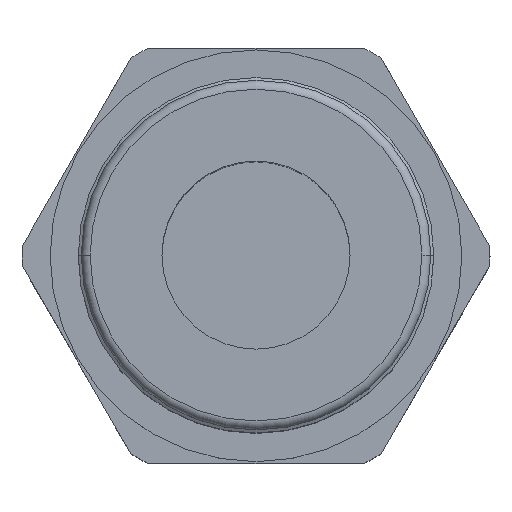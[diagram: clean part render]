
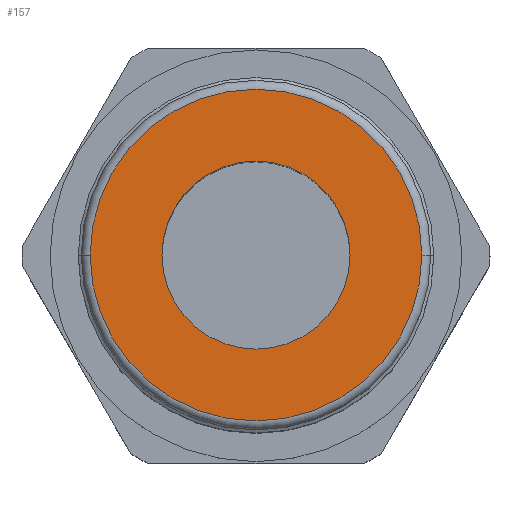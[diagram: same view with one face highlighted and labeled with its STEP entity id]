
A CAD part, top view. The second image highlights one B-rep face of the part: STEP entity #157.
In plain terms, the highlighted planar face has unit normal (0, 0, 1).
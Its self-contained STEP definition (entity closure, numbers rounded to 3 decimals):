
#64=FACE_BOUND('',#872,.T.);
#104=CIRCLE('',#1127,5.6);
#105=CIRCLE('',#1128,5.6);
#106=CIRCLE('',#1129,3.175);
#107=CIRCLE('',#1130,3.175);
#157=ADVANCED_FACE('JKC1''4-N2_U_',(#217,#64),#927,.T.);
#217=FACE_OUTER_BOUND('',#871,.T.);
#448=ORIENTED_EDGE('',*,*,#688,.T.);
#449=ORIENTED_EDGE('',*,*,#689,.T.);
#450=ORIENTED_EDGE('',*,*,#690,.F.);
#451=ORIENTED_EDGE('',*,*,#691,.F.);
#688=EDGE_CURVE('118',#814,#815,#104,.T.);
#689=EDGE_CURVE('119',#815,#814,#105,.T.);
#690=EDGE_CURVE('101',#816,#817,#106,.T.);
#691=EDGE_CURVE('100',#817,#816,#107,.T.);
#814=VERTEX_POINT('42',#1016);
#815=VERTEX_POINT('80',#1017);
#816=VERTEX_POINT('76',#1019);
#817=VERTEX_POINT('43',#1020);
#871=EDGE_LOOP('',(#448,#449));
#872=EDGE_LOOP('',(#450,#451));
#927=PLANE('',#1126);
#1015=CARTESIAN_POINT('',(-6.1,6.1,32.95));
#1016=CARTESIAN_POINT('',(-5.6,0.,32.95));
#1017=CARTESIAN_POINT('',(5.6,0.,32.95));
#1018=CARTESIAN_POINT('',(0.,0.,32.95));
#1019=CARTESIAN_POINT('',(3.175,0.,32.95));
#1020=CARTESIAN_POINT('',(-3.175,0.,32.95));
#1126=AXIS2_PLACEMENT_3D('',#1015,#1201,#1203);
#1127=AXIS2_PLACEMENT_3D('',#1018,#1201,#1204);
#1128=AXIS2_PLACEMENT_3D('',#1018,#1201,#1202);
#1129=AXIS2_PLACEMENT_3D('',#1018,#1201,#1202);
#1130=AXIS2_PLACEMENT_3D('',#1018,#1201,#1204);
#1201=DIRECTION('',(0.,0.,1.));
#1202=DIRECTION('',(1.,0.,0.));
#1203=DIRECTION('',(0.,-1.,0.));
#1204=DIRECTION('',(-1.,0.,0.));
